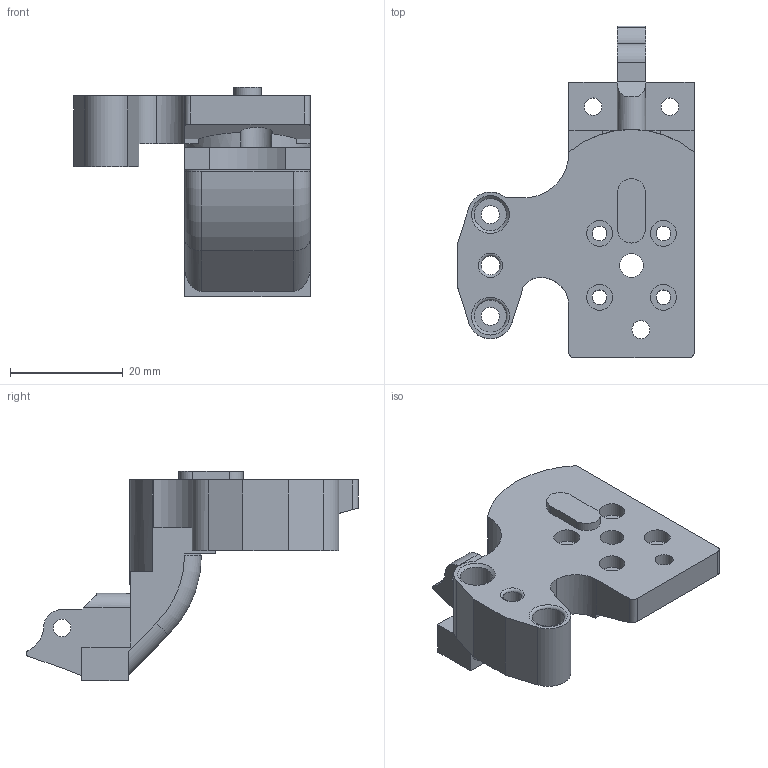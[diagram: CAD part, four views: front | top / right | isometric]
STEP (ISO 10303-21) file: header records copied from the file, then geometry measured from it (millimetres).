
FILE_DESCRIPTION(/* description */ (''),/* implementation_level */ '2;1');
FILE_NAME(/* name */ 'Planetary Vertical - Dragon Adapter - Integrated.step',/* time_stamp */ '2021-01-14T20:21:56-05:00',/* author */ (''),/* organization */ (''),/* preprocessor_version */ 'ST-DEVELOPER v18.1',/* originating_system */ 'Autodesk Translation Framework v9.7.1.1290',/* authorisation */ '');
FILE_SCHEMA (('AUTOMOTIVE_DESIGN { 1 0 10303 214 3 1 1 }'));
Length unit declared in the file: millimetre
Products named in the file (1): Planetary Vertical - Dragon Adapter - Integrated
Bounding box: 41.86 x 58.84 x 37.17 mm (x, y, z)
Volume: 17121.2 mm3; surface area: 7596.8 mm2
Topology: 1 solids, 1 shells, 107 faces, 274 edges, 179 vertices
Faces by surface type: plane 57, cylinder 45, torus 4, cone 1
Full cylindrical faces by diameter (mm): 2.6 x4, 3.1 x3, 3.196 x1, 3.2 x1, 3.202 x1, 3.302 x1, 4.2 x1, 4.6 x4, 5.7 x5, 8 x1
Entity records: 3353 total; most frequent: DIRECTION 602, CARTESIAN_POINT 561, ORIENTED_EDGE 548, EDGE_CURVE 274, AXIS2_PLACEMENT_3D 220, VERTEX_POINT 179, LINE 162, VECTOR 162
